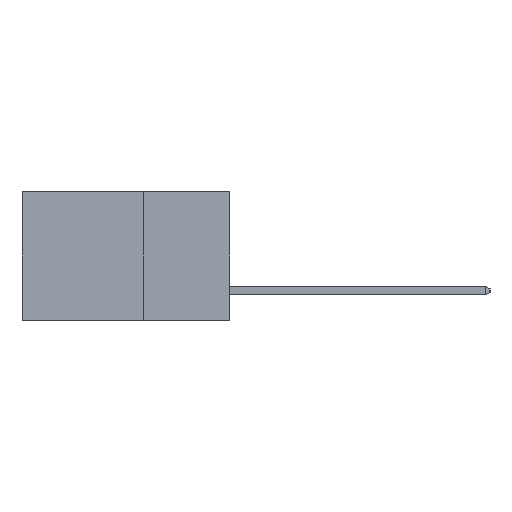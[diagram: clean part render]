
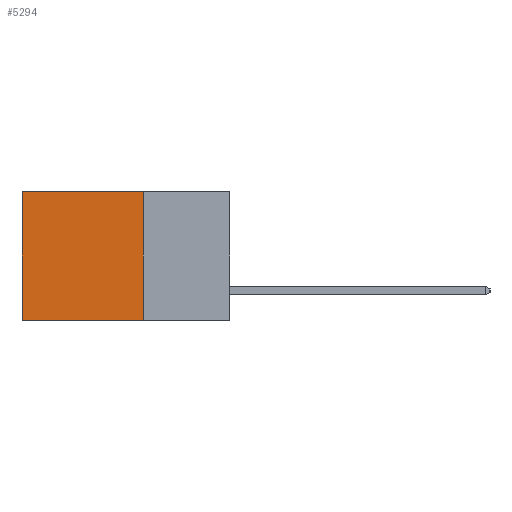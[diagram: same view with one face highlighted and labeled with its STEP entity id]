
A CAD part, left-side view. The second image highlights one B-rep face of the part: STEP entity #5294.
In plain terms, the highlighted planar face has unit normal (-1, 0, 0).
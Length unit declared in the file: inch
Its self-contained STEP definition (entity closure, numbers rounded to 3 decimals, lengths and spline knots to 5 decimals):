
#101 = LINE ( 'NONE', #25172, #10982 ) ;
#281 = LINE ( 'NONE', #792, #5424 ) ;
#792 = CARTESIAN_POINT ( 'NONE',  ( 0.298, 0.25, 0. ) ) ;
#1169 = CARTESIAN_POINT ( 'NONE',  ( 0.298, 0.6, 0. ) ) ;
#1878 = VERTEX_POINT ( 'NONE', #25537 ) ;
#2309 = VERTEX_POINT ( 'NONE', #1169 ) ;
#2422 = VECTOR ( 'NONE', #20798, 39.37008 ) ;
#3000 = DIRECTION ( 'NONE',  ( 0., 0., -1. ) ) ;
#3267 = EDGE_CURVE ( 'NONE', #21312, #2309, #13263, .T. ) ;
#4120 = VERTEX_POINT ( 'NONE', #6210 ) ;
#5294 = ADVANCED_FACE ( 'NONE', ( #14369 ), #8113, .F. ) ;
#5424 = VECTOR ( 'NONE', #3000, 39.37008 ) ;
#6210 = CARTESIAN_POINT ( 'NONE',  ( 0.298, 0.6, -0.37 ) ) ;
#8113 = PLANE ( 'NONE',  #22214 ) ;
#9560 = ORIENTED_EDGE ( 'NONE', *, *, #23412, .F. ) ;
#9595 = EDGE_CURVE ( 'NONE', #21312, #1878, #281, .T. ) ;
#9739 = CARTESIAN_POINT ( 'NONE',  ( 0.298, 0.6, 0. ) ) ;
#10280 = CARTESIAN_POINT ( 'NONE',  ( 0.298, 0.25, 0. ) ) ;
#10982 = VECTOR ( 'NONE', #27334, 39.37008 ) ;
#11487 = EDGE_CURVE ( 'NONE', #2309, #4120, #27999, .T. ) ;
#12439 = DIRECTION ( 'NONE',  ( 0., 0., -1. ) ) ;
#13263 = LINE ( 'NONE', #21757, #2422 ) ;
#14369 = FACE_OUTER_BOUND ( 'NONE', #23302, .T. ) ;
#17163 = ORIENTED_EDGE ( 'NONE', *, *, #3267, .T. ) ;
#18354 = CARTESIAN_POINT ( 'NONE',  ( 0.298, 0.25, 0. ) ) ;
#20798 = DIRECTION ( 'NONE',  ( 0., 1., 0. ) ) ;
#21312 = VERTEX_POINT ( 'NONE', #18354 ) ;
#21523 = VECTOR ( 'NONE', #27063, 39.37008 ) ;
#21757 = CARTESIAN_POINT ( 'NONE',  ( 0.298, 0.25, 0. ) ) ;
#21988 = ORIENTED_EDGE ( 'NONE', *, *, #9595, .F. ) ;
#22214 = AXIS2_PLACEMENT_3D ( 'NONE', #10280, #25447, #12439 ) ;
#23302 = EDGE_LOOP ( 'NONE', ( #25235, #9560, #21988, #17163 ) ) ;
#23412 = EDGE_CURVE ( 'NONE', #1878, #4120, #101, .T. ) ;
#25172 = CARTESIAN_POINT ( 'NONE',  ( 0.298, 0.25, -0.37 ) ) ;
#25235 = ORIENTED_EDGE ( 'NONE', *, *, #11487, .T. ) ;
#25447 = DIRECTION ( 'NONE',  ( 1., 0., 0. ) ) ;
#25537 = CARTESIAN_POINT ( 'NONE',  ( 0.298, 0.25, -0.37 ) ) ;
#27063 = DIRECTION ( 'NONE',  ( 0., 0., -1. ) ) ;
#27334 = DIRECTION ( 'NONE',  ( 0., 1., 0. ) ) ;
#27999 = LINE ( 'NONE', #9739, #21523 ) ;
